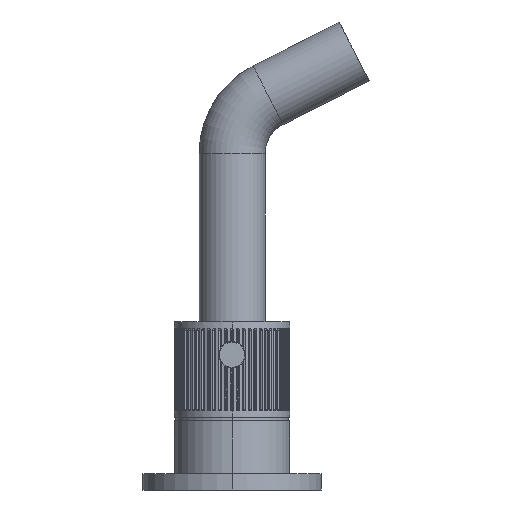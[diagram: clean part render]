
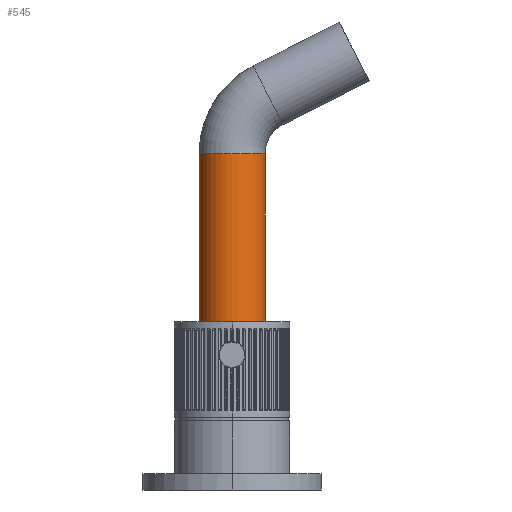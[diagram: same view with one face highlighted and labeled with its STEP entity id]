
A CAD part, left-side view. The second image highlights one B-rep face of the part: STEP entity #545.
In plain terms, the highlighted cylindrical face has radius 10 mm (diameter 20 mm), a partial arc.
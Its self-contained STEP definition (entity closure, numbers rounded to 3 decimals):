
#545 = ADVANCED_FACE ( 'NONE', ( #19213 ), #19397, .T. ) ;
#922 = EDGE_CURVE ( 'NONE', #2653, #30852, #3539, .T. ) ;
#1219 = DIRECTION ( 'NONE',  ( 1., 0., 0. ) ) ;
#1466 = DIRECTION ( 'NONE',  ( 1., 0., 0. ) ) ;
#2653 = VERTEX_POINT ( 'NONE', #11106 ) ;
#3539 = CIRCLE ( 'NONE', #30395, 10. ) ;
#3732 = VECTOR ( 'NONE', #6970, 1000. ) ;
#3905 = CARTESIAN_POINT ( 'NONE',  ( 0., 0., 98.892 ) ) ;
#3996 = CARTESIAN_POINT ( 'NONE',  ( 0., 10., 98.892 ) ) ;
#4515 = CARTESIAN_POINT ( 'NONE',  ( 0., 0., 0. ) ) ;
#4954 = ORIENTED_EDGE ( 'NONE', *, *, #18528, .F. ) ;
#6970 = DIRECTION ( 'NONE',  ( 0., 0., 1. ) ) ;
#7987 = ORIENTED_EDGE ( 'NONE', *, *, #18938, .T. ) ;
#8293 = ORIENTED_EDGE ( 'NONE', *, *, #922, .T. ) ;
#10257 = DIRECTION ( 'NONE',  ( 0., 0., 1. ) ) ;
#11106 = CARTESIAN_POINT ( 'NONE',  ( 0., 10., 0. ) ) ;
#13500 = VECTOR ( 'NONE', #31567, 1000. ) ;
#14468 = EDGE_LOOP ( 'NONE', ( #4954, #8293, #7987, #33629 ) ) ;
#15375 = AXIS2_PLACEMENT_3D ( 'NONE', #3905, #24732, #1219 ) ;
#16147 = CARTESIAN_POINT ( 'NONE',  ( 0., 0., 0. ) ) ;
#18528 = EDGE_CURVE ( 'NONE', #2653, #22073, #24197, .T. ) ;
#18938 = EDGE_CURVE ( 'NONE', #30852, #22974, #23364, .T. ) ;
#19031 = DIRECTION ( 'NONE',  ( 0., -1., 0. ) ) ;
#19213 = FACE_OUTER_BOUND ( 'NONE', #14468, .T. ) ;
#19397 = CYLINDRICAL_SURFACE ( 'NONE', #25477, 10. ) ;
#21189 = CARTESIAN_POINT ( 'NONE',  ( 0., -10., 0. ) ) ;
#22073 = VERTEX_POINT ( 'NONE', #3996 ) ;
#22974 = VERTEX_POINT ( 'NONE', #24786 ) ;
#23364 = LINE ( 'NONE', #31959, #13500 ) ;
#24197 = LINE ( 'NONE', #35850, #3732 ) ;
#24732 = DIRECTION ( 'NONE',  ( 0., 0., 1. ) ) ;
#24786 = CARTESIAN_POINT ( 'NONE',  ( 0., -10., 98.892 ) ) ;
#25477 = AXIS2_PLACEMENT_3D ( 'NONE', #16147, #30851, #19031 ) ;
#30395 = AXIS2_PLACEMENT_3D ( 'NONE', #4515, #10257, #1466 ) ;
#30851 = DIRECTION ( 'NONE',  ( 0., 0., 1. ) ) ;
#30852 = VERTEX_POINT ( 'NONE', #21189 ) ;
#31567 = DIRECTION ( 'NONE',  ( 0., 0., 1. ) ) ;
#31837 = CIRCLE ( 'NONE', #15375, 10. ) ;
#31959 = CARTESIAN_POINT ( 'NONE',  ( 0., -10., 0. ) ) ;
#33629 = ORIENTED_EDGE ( 'NONE', *, *, #34247, .F. ) ;
#34247 = EDGE_CURVE ( 'NONE', #22073, #22974, #31837, .T. ) ;
#35850 = CARTESIAN_POINT ( 'NONE',  ( 0., 10., 0. ) ) ;
